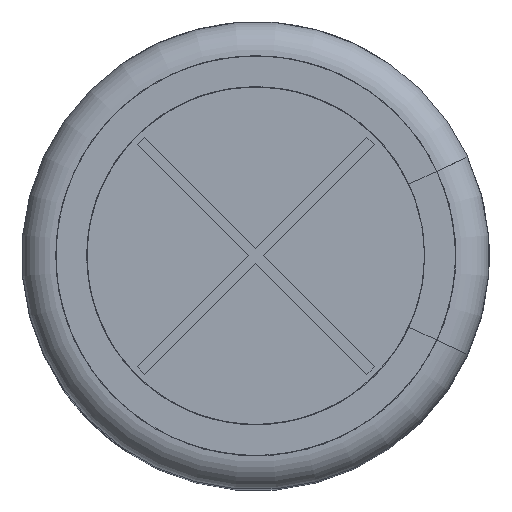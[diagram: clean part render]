
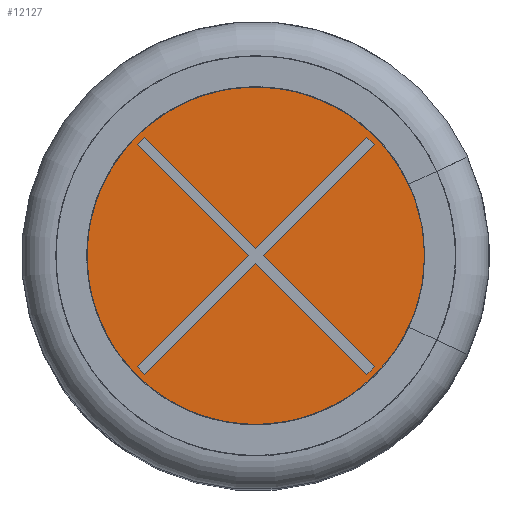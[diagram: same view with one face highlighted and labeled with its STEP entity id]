
A CAD part, top view. The second image highlights one B-rep face of the part: STEP entity #12127.
In plain terms, the highlighted planar face has unit normal (0, 0, 1).
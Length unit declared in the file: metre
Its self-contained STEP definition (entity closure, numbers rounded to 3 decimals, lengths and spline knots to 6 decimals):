
#1046=LINE('',#24292,#1711);
#1049=LINE('',#24298,#1714);
#1051=LINE('',#24302,#1716);
#1053=LINE('',#24306,#1718);
#1055=LINE('',#24310,#1720);
#1057=LINE('',#24314,#1722);
#1059=LINE('',#24318,#1724);
#1061=LINE('',#24322,#1726);
#1063=LINE('',#24326,#1728);
#1065=LINE('',#24330,#1730);
#1067=LINE('',#24334,#1732);
#1069=LINE('',#24338,#1734);
#1711=VECTOR('',#15166,1.);
#1714=VECTOR('',#15171,1.);
#1716=VECTOR('',#15175,1.);
#1718=VECTOR('',#15179,1.);
#1720=VECTOR('',#15183,1.);
#1722=VECTOR('',#15187,1.);
#1724=VECTOR('',#15191,1.);
#1726=VECTOR('',#15195,1.);
#1728=VECTOR('',#15199,1.);
#1730=VECTOR('',#15203,1.);
#1732=VECTOR('',#15207,1.);
#1734=VECTOR('',#15211,1.);
#4310=ORIENTED_EDGE('',*,*,#5535,.T.);
#4311=ORIENTED_EDGE('',*,*,#5558,.T.);
#4312=ORIENTED_EDGE('',*,*,#5556,.T.);
#4313=ORIENTED_EDGE('',*,*,#5554,.T.);
#4314=ORIENTED_EDGE('',*,*,#5552,.T.);
#4315=ORIENTED_EDGE('',*,*,#5550,.T.);
#4316=ORIENTED_EDGE('',*,*,#5548,.T.);
#4317=ORIENTED_EDGE('',*,*,#5546,.T.);
#4318=ORIENTED_EDGE('',*,*,#5544,.T.);
#4319=ORIENTED_EDGE('',*,*,#5542,.T.);
#4320=ORIENTED_EDGE('',*,*,#5540,.T.);
#4321=ORIENTED_EDGE('',*,*,#5538,.T.);
#4322=ORIENTED_EDGE('',*,*,#5568,.F.);
#5535=EDGE_CURVE('',#6396,#6397,#1046,.T.);
#5538=EDGE_CURVE('',#6398,#6396,#1049,.T.);
#5540=EDGE_CURVE('',#6399,#6398,#1051,.T.);
#5542=EDGE_CURVE('',#6400,#6399,#1053,.T.);
#5544=EDGE_CURVE('',#6401,#6400,#1055,.T.);
#5546=EDGE_CURVE('',#6402,#6401,#1057,.T.);
#5548=EDGE_CURVE('',#6403,#6402,#1059,.T.);
#5550=EDGE_CURVE('',#6404,#6403,#1061,.T.);
#5552=EDGE_CURVE('',#6405,#6404,#1063,.T.);
#5554=EDGE_CURVE('',#6406,#6405,#1065,.T.);
#5556=EDGE_CURVE('',#6407,#6406,#1067,.T.);
#5558=EDGE_CURVE('',#6397,#6407,#1069,.T.);
#5568=EDGE_CURVE('',#6417,#6417,#6710,.T.);
#6396=VERTEX_POINT('',#24293);
#6397=VERTEX_POINT('',#24294);
#6398=VERTEX_POINT('',#24299);
#6399=VERTEX_POINT('',#24303);
#6400=VERTEX_POINT('',#24307);
#6401=VERTEX_POINT('',#24311);
#6402=VERTEX_POINT('',#24315);
#6403=VERTEX_POINT('',#24319);
#6404=VERTEX_POINT('',#24323);
#6405=VERTEX_POINT('',#24327);
#6406=VERTEX_POINT('',#24331);
#6407=VERTEX_POINT('',#24335);
#6417=VERTEX_POINT('',#24367);
#6710=CIRCLE('',#12951,0.006843);
#7320=EDGE_LOOP('',(#4310,#4311,#4312,#4313,#4314,#4315,#4316,#4317,#4318,
#4319,#4320,#4321));
#7321=EDGE_LOOP('',(#4322));
#7930=FACE_BOUND('',#7320,.T.);
#7931=FACE_BOUND('',#7321,.T.);
#8243=PLANE('',#12955);
#12127=ADVANCED_FACE('',(#7930,#7931),#8243,.T.);
#12951=AXIS2_PLACEMENT_3D('',#24366,#15248,#15249);
#12955=AXIS2_PLACEMENT_3D('',#24372,#15256,#15257);
#15166=DIRECTION('',(0.707,0.707,0.));
#15171=DIRECTION('',(-0.707,0.707,0.));
#15175=DIRECTION('',(0.707,0.707,0.));
#15179=DIRECTION('',(-0.707,0.707,0.));
#15183=DIRECTION('',(-0.707,-0.707,0.));
#15187=DIRECTION('',(-0.707,0.707,0.));
#15191=DIRECTION('',(-0.707,-0.707,0.));
#15195=DIRECTION('',(0.707,-0.707,0.));
#15199=DIRECTION('',(-0.707,-0.707,0.));
#15203=DIRECTION('',(0.707,-0.707,0.));
#15207=DIRECTION('',(0.707,0.707,0.));
#15211=DIRECTION('',(0.707,-0.707,0.));
#15248=DIRECTION('',(0.,0.,-1.));
#15249=DIRECTION('',(-1.,0.,0.));
#15256=DIRECTION('',(0.,0.,1.));
#15257=DIRECTION('',(1.,0.,0.));
#24292=CARTESIAN_POINT('',(-0.003801,0.004052,0.02478));
#24293=CARTESIAN_POINT('',(-0.004052,0.003801,0.02478));
#24294=CARTESIAN_POINT('',(-0.003801,0.004052,0.02478));
#24298=CARTESIAN_POINT('',(-0.000251,0.,0.02478));
#24299=CARTESIAN_POINT('',(-0.000251,0.,0.02478));
#24302=CARTESIAN_POINT('',(-0.000251,0.,0.02478));
#24303=CARTESIAN_POINT('',(-0.004052,-0.003801,0.02478));
#24306=CARTESIAN_POINT('',(-0.003801,-0.004052,0.02478));
#24307=CARTESIAN_POINT('',(-0.003801,-0.004052,0.02478));
#24310=CARTESIAN_POINT('',(0.,-0.000251,
0.02478));
#24311=CARTESIAN_POINT('',(0.,-0.000251,
0.02478));
#24314=CARTESIAN_POINT('',(0.,-0.000251,
0.02478));
#24315=CARTESIAN_POINT('',(0.003801,-0.004052,0.02478));
#24318=CARTESIAN_POINT('',(0.004052,-0.003801,0.02478));
#24319=CARTESIAN_POINT('',(0.004052,-0.003801,0.02478));
#24322=CARTESIAN_POINT('',(0.000251,0.,0.02478));
#24323=CARTESIAN_POINT('',(0.000251,0.,0.02478));
#24326=CARTESIAN_POINT('',(0.000251,0.,0.02478));
#24327=CARTESIAN_POINT('',(0.004052,0.003801,0.02478));
#24330=CARTESIAN_POINT('',(0.004052,0.003801,0.02478));
#24331=CARTESIAN_POINT('',(0.003801,0.004052,0.02478));
#24334=CARTESIAN_POINT('',(0.,0.000251,0.02478));
#24335=CARTESIAN_POINT('',(0.,0.000251,0.02478));
#24338=CARTESIAN_POINT('',(0.,0.000251,0.02478));
#24366=CARTESIAN_POINT('',(0.,0.,0.02478));
#24367=CARTESIAN_POINT('',(-0.006843,0.,0.02478));
#24372=CARTESIAN_POINT('',(-0.006843,0.,0.02478));
